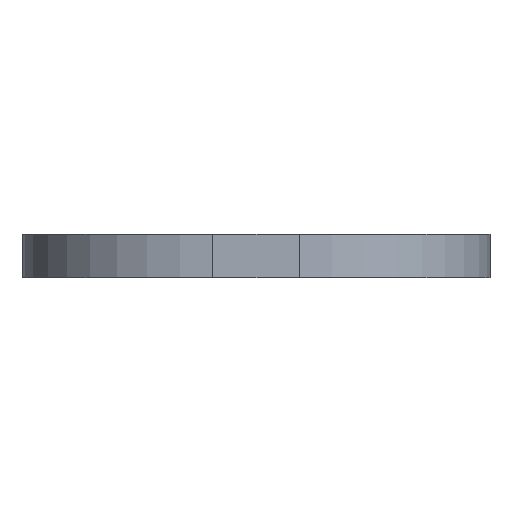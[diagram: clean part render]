
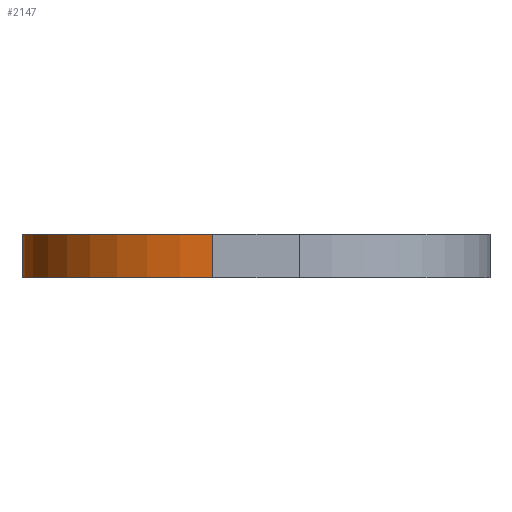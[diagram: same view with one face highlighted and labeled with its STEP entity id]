
A CAD part, left-side view. The second image highlights one B-rep face of the part: STEP entity #2147.
In plain terms, the highlighted cylindrical face has radius 22 mm (diameter 44 mm), a partial arc.
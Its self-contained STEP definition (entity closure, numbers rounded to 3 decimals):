
#157 = EDGE_CURVE ( 'NONE', #261, #422, #1377, .T. ) ;
#167 = CARTESIAN_POINT ( 'NONE',  ( -180., 5., -2.5 ) ) ;
#261 = VERTEX_POINT ( 'NONE', #1825 ) ;
#288 = EDGE_CURVE ( 'NONE', #261, #2031, #2002, .T. ) ;
#311 = VECTOR ( 'NONE', #1165, 1000. ) ;
#392 = AXIS2_PLACEMENT_3D ( 'NONE', #1631, #867, #1259 ) ;
#401 = EDGE_CURVE ( 'NONE', #2031, #967, #1948, .T. ) ;
#422 = VERTEX_POINT ( 'NONE', #1110 ) ;
#444 = DIRECTION ( 'NONE',  ( -1., 0., 0. ) ) ;
#476 = VECTOR ( 'NONE', #509, 1000. ) ;
#477 = AXIS2_PLACEMENT_3D ( 'NONE', #1497, #480, #1350 ) ;
#480 = DIRECTION ( 'NONE',  ( 0., 0., -1. ) ) ;
#509 = DIRECTION ( 'NONE',  ( 0., 0., -1. ) ) ;
#677 = CYLINDRICAL_SURFACE ( 'NONE', #477, 22. ) ;
#867 = DIRECTION ( 'NONE',  ( 0., 0., 1. ) ) ;
#967 = VERTEX_POINT ( 'NONE', #167 ) ;
#1110 = CARTESIAN_POINT ( 'NONE',  ( -158., 27., -2.5 ) ) ;
#1165 = DIRECTION ( 'NONE',  ( 0., 0., -1. ) ) ;
#1259 = DIRECTION ( 'NONE',  ( -1., 0., 0. ) ) ;
#1283 = CARTESIAN_POINT ( 'NONE',  ( -158., 5., -2.5 ) ) ;
#1333 = ORIENTED_EDGE ( 'NONE', *, *, #288, .F. ) ;
#1350 = DIRECTION ( 'NONE',  ( -1., 0., 0. ) ) ;
#1377 = LINE ( 'NONE', #2184, #311 ) ;
#1497 = CARTESIAN_POINT ( 'NONE',  ( -158., 5., 2.5 ) ) ;
#1631 = CARTESIAN_POINT ( 'NONE',  ( -158., 5., 2.5 ) ) ;
#1825 = CARTESIAN_POINT ( 'NONE',  ( -158., 27., 2.5 ) ) ;
#1847 = EDGE_CURVE ( 'NONE', #422, #967, #2047, .T. ) ;
#1922 = ORIENTED_EDGE ( 'NONE', *, *, #401, .F. ) ;
#1948 = LINE ( 'NONE', #2348, #476 ) ;
#2002 = CIRCLE ( 'NONE', #392, 22. ) ;
#2031 = VERTEX_POINT ( 'NONE', #2317 ) ;
#2047 = CIRCLE ( 'NONE', #2085, 22. ) ;
#2049 = DIRECTION ( 'NONE',  ( 0., 0., 1. ) ) ;
#2085 = AXIS2_PLACEMENT_3D ( 'NONE', #1283, #2049, #444 ) ;
#2147 = ADVANCED_FACE ( 'NONE', ( #2505 ), #677, .T. ) ;
#2184 = CARTESIAN_POINT ( 'NONE',  ( -158., 27., 2.5 ) ) ;
#2286 = ORIENTED_EDGE ( 'NONE', *, *, #157, .T. ) ;
#2317 = CARTESIAN_POINT ( 'NONE',  ( -180., 5., 2.5 ) ) ;
#2324 = ORIENTED_EDGE ( 'NONE', *, *, #1847, .T. ) ;
#2348 = CARTESIAN_POINT ( 'NONE',  ( -180., 5., 2.5 ) ) ;
#2490 = EDGE_LOOP ( 'NONE', ( #2324, #1922, #1333, #2286 ) ) ;
#2505 = FACE_OUTER_BOUND ( 'NONE', #2490, .T. ) ;
